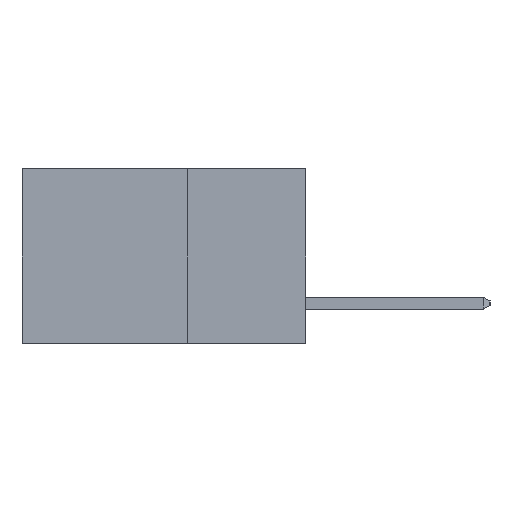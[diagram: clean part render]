
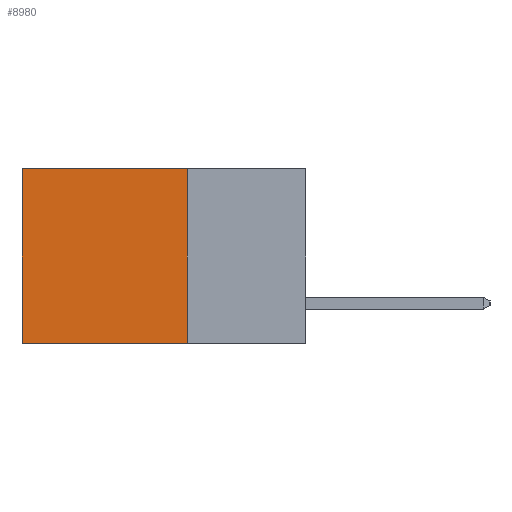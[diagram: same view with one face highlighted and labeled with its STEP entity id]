
A CAD part, left-side view. The second image highlights one B-rep face of the part: STEP entity #8980.
In plain terms, the highlighted planar face has unit normal (-1, 0, 0).
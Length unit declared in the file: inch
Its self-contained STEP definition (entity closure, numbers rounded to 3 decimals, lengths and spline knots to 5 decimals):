
#1862 = CARTESIAN_POINT ( 'NONE',  ( 0.2615, 0.25, 0. ) ) ;
#1880 = VECTOR ( 'NONE', #17183, 39.37008 ) ;
#1990 = DIRECTION ( 'NONE',  ( 0., 1., 0. ) ) ;
#2336 = LINE ( 'NONE', #14111, #1880 ) ;
#2923 = EDGE_CURVE ( 'NONE', #7458, #5643, #11903, .T. ) ;
#3091 = CARTESIAN_POINT ( 'NONE',  ( 0.2615, 0.6, -0.37 ) ) ;
#3452 = VECTOR ( 'NONE', #6986, 39.37008 ) ;
#3461 = CARTESIAN_POINT ( 'NONE',  ( 0.2615, 0.6, 0. ) ) ;
#4259 = CARTESIAN_POINT ( 'NONE',  ( 0.2615, 0.25, 0. ) ) ;
#5083 = ORIENTED_EDGE ( 'NONE', *, *, #2923, .T. ) ;
#5643 = VERTEX_POINT ( 'NONE', #3091 ) ;
#5938 = ORIENTED_EDGE ( 'NONE', *, *, #8029, .F. ) ;
#6986 = DIRECTION ( 'NONE',  ( 0., 1., 0. ) ) ;
#7005 = CARTESIAN_POINT ( 'NONE',  ( 0.2615, 0.25, -0.37 ) ) ;
#7018 = EDGE_CURVE ( 'NONE', #17681, #5643, #17757, .T. ) ;
#7458 = VERTEX_POINT ( 'NONE', #3461 ) ;
#7942 = VECTOR ( 'NONE', #1990, 39.37008 ) ;
#8019 = FACE_OUTER_BOUND ( 'NONE', #13386, .T. ) ;
#8029 = EDGE_CURVE ( 'NONE', #10284, #17681, #2336, .T. ) ;
#8147 = VECTOR ( 'NONE', #11561, 39.37008 ) ;
#8186 = AXIS2_PLACEMENT_3D ( 'NONE', #10334, #16859, #10321 ) ;
#8793 = CARTESIAN_POINT ( 'NONE',  ( 0.2615, 0.25, -0.37 ) ) ;
#8980 = ADVANCED_FACE ( 'NONE', ( #8019 ), #14118, .F. ) ;
#9789 = ORIENTED_EDGE ( 'NONE', *, *, #7018, .F. ) ;
#10284 = VERTEX_POINT ( 'NONE', #4259 ) ;
#10321 = DIRECTION ( 'NONE',  ( 0., 0., -1. ) ) ;
#10334 = CARTESIAN_POINT ( 'NONE',  ( 0.2615, 0.25, -0.37 ) ) ;
#10569 = EDGE_CURVE ( 'NONE', #10284, #7458, #15404, .T. ) ;
#11254 = CARTESIAN_POINT ( 'NONE',  ( 0.2615, 0.6, -0.37 ) ) ;
#11561 = DIRECTION ( 'NONE',  ( 0., 0., -1. ) ) ;
#11903 = LINE ( 'NONE', #11254, #8147 ) ;
#13386 = EDGE_LOOP ( 'NONE', ( #5083, #9789, #5938, #16707 ) ) ;
#14111 = CARTESIAN_POINT ( 'NONE',  ( 0.2615, 0.25, -0.37 ) ) ;
#14118 = PLANE ( 'NONE',  #8186 ) ;
#15404 = LINE ( 'NONE', #1862, #7942 ) ;
#16707 = ORIENTED_EDGE ( 'NONE', *, *, #10569, .T. ) ;
#16859 = DIRECTION ( 'NONE',  ( 1., 0., 0. ) ) ;
#17183 = DIRECTION ( 'NONE',  ( 0., 0., -1. ) ) ;
#17681 = VERTEX_POINT ( 'NONE', #8793 ) ;
#17757 = LINE ( 'NONE', #7005, #3452 ) ;
